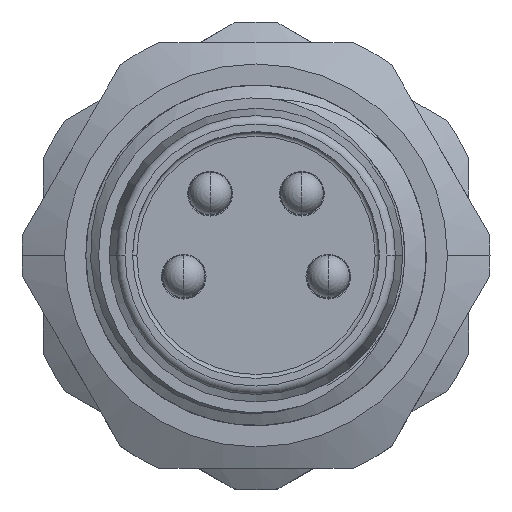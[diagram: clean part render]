
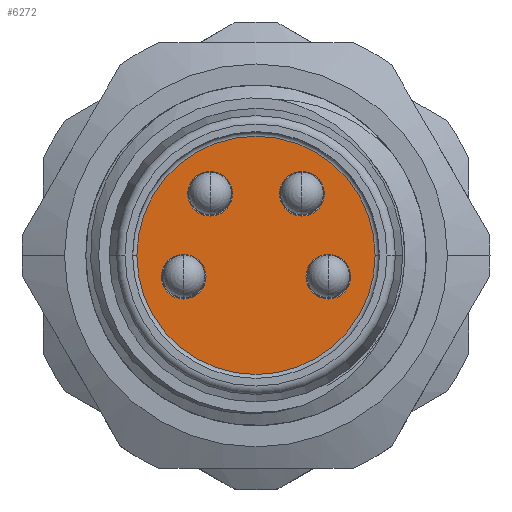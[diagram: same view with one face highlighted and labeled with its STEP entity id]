
A CAD part, top view. The second image highlights one B-rep face of the part: STEP entity #6272.
In plain terms, the highlighted planar face has unit normal (0, 0, 1).
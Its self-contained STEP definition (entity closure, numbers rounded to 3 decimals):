
#4784=CARTESIAN_POINT('',(-1.7,-0.5,7.));
#4785=DIRECTION('',(0.,0.,1.));
#4786=DIRECTION('',(1.,0.,0.));
#4787=AXIS2_PLACEMENT_3D('',#4784,#4785,#4786);
#4789=CARTESIAN_POINT('',(-1.7,-0.5,7.));
#4790=DIRECTION('',(0.,0.,1.));
#4791=DIRECTION('',(-1.,0.,0.));
#4792=AXIS2_PLACEMENT_3D('',#4789,#4790,#4791);
#4794=CARTESIAN_POINT('',(-1.08,1.45,7.));
#4795=DIRECTION('',(0.,0.,1.));
#4796=DIRECTION('',(1.,0.,0.));
#4797=AXIS2_PLACEMENT_3D('',#4794,#4795,#4796);
#4799=CARTESIAN_POINT('',(-1.08,1.45,7.));
#4800=DIRECTION('',(0.,0.,1.));
#4801=DIRECTION('',(-1.,0.,0.));
#4802=AXIS2_PLACEMENT_3D('',#4799,#4800,#4801);
#4804=CARTESIAN_POINT('',(1.7,-0.5,7.));
#4805=DIRECTION('',(0.,0.,1.));
#4806=DIRECTION('',(1.,0.,0.));
#4807=AXIS2_PLACEMENT_3D('',#4804,#4805,#4806);
#4809=CARTESIAN_POINT('',(1.7,-0.5,7.));
#4810=DIRECTION('',(0.,0.,1.));
#4811=DIRECTION('',(-1.,0.,0.));
#4812=AXIS2_PLACEMENT_3D('',#4809,#4810,#4811);
#4814=CARTESIAN_POINT('',(1.08,1.45,7.));
#4815=DIRECTION('',(0.,0.,1.));
#4816=DIRECTION('',(1.,0.,0.));
#4817=AXIS2_PLACEMENT_3D('',#4814,#4815,#4816);
#4819=CARTESIAN_POINT('',(1.08,1.45,7.));
#4820=DIRECTION('',(0.,0.,1.));
#4821=DIRECTION('',(-1.,0.,0.));
#4822=AXIS2_PLACEMENT_3D('',#4819,#4820,#4821);
#4824=CARTESIAN_POINT('',(0.,0.,7.));
#4825=DIRECTION('',(0.,0.,-1.));
#4826=DIRECTION('',(1.,0.,0.));
#4827=AXIS2_PLACEMENT_3D('',#4824,#4825,#4826);
#4829=CARTESIAN_POINT('',(0.,0.,7.));
#4830=DIRECTION('',(0.,0.,-1.));
#4831=DIRECTION('',(-1.,0.,0.));
#4832=AXIS2_PLACEMENT_3D('',#4829,#4830,#4831);
#5783=CARTESIAN_POINT('',(-1.175,-0.5,7.));
#5784=CARTESIAN_POINT('',(-2.225,-0.5,7.));
#5785=VERTEX_POINT('',#5783);
#5786=VERTEX_POINT('',#5784);
#5787=CARTESIAN_POINT('',(-0.555,1.45,7.));
#5788=CARTESIAN_POINT('',(-1.605,1.45,7.));
#5789=VERTEX_POINT('',#5787);
#5790=VERTEX_POINT('',#5788);
#5791=CARTESIAN_POINT('',(2.225,-0.5,7.));
#5792=CARTESIAN_POINT('',(1.175,-0.5,7.));
#5793=VERTEX_POINT('',#5791);
#5794=VERTEX_POINT('',#5792);
#5795=CARTESIAN_POINT('',(1.605,1.45,7.));
#5796=CARTESIAN_POINT('',(0.555,1.45,7.));
#5797=VERTEX_POINT('',#5795);
#5798=VERTEX_POINT('',#5796);
#5863=CARTESIAN_POINT('',(2.8,0.,7.));
#5864=CARTESIAN_POINT('',(-2.8,0.,7.));
#5865=VERTEX_POINT('',#5863);
#5866=VERTEX_POINT('',#5864);
#6239=CARTESIAN_POINT('',(0.,0.,7.));
#6240=DIRECTION('',(0.,0.,1.));
#6241=DIRECTION('',(1.,0.,0.));
#6242=AXIS2_PLACEMENT_3D('',#6239,#6240,#6241);
#6243=PLANE('',#6242);
#6245=ORIENTED_EDGE('',*,*,#6244,.T.);
#6247=ORIENTED_EDGE('',*,*,#6246,.T.);
#6248=EDGE_LOOP('',(#6245,#6247));
#6249=FACE_OUTER_BOUND('',#6248,.F.);
#6251=ORIENTED_EDGE('',*,*,#6250,.T.);
#6253=ORIENTED_EDGE('',*,*,#6252,.T.);
#6254=EDGE_LOOP('',(#6251,#6253));
#6255=FACE_BOUND('',#6254,.F.);
#6257=ORIENTED_EDGE('',*,*,#6256,.T.);
#6259=ORIENTED_EDGE('',*,*,#6258,.T.);
#6260=EDGE_LOOP('',(#6257,#6259));
#6261=FACE_BOUND('',#6260,.F.);
#6263=ORIENTED_EDGE('',*,*,#6262,.T.);
#6265=ORIENTED_EDGE('',*,*,#6264,.T.);
#6266=EDGE_LOOP('',(#6263,#6265));
#6267=FACE_BOUND('',#6266,.F.);
#6268=ORIENTED_EDGE('',*,*,#6219,.T.);
#6269=ORIENTED_EDGE('',*,*,#6233,.T.);
#6270=EDGE_LOOP('',(#6268,#6269));
#6271=FACE_BOUND('',#6270,.F.);
#4788=CIRCLE('',#4787,0.525);
#4793=CIRCLE('',#4792,0.525);
#4798=CIRCLE('',#4797,0.525);
#4803=CIRCLE('',#4802,0.525);
#4808=CIRCLE('',#4807,0.525);
#4813=CIRCLE('',#4812,0.525);
#4818=CIRCLE('',#4817,0.525);
#4823=CIRCLE('',#4822,0.525);
#4828=CIRCLE('',#4827,2.8);
#4833=CIRCLE('',#4832,2.8);
#6219=EDGE_CURVE('',#5785,#5786,#4788,.T.);
#6233=EDGE_CURVE('',#5786,#5785,#4793,.T.);
#6244=EDGE_CURVE('',#5865,#5866,#4828,.T.);
#6246=EDGE_CURVE('',#5866,#5865,#4833,.T.);
#6250=EDGE_CURVE('',#5789,#5790,#4798,.T.);
#6252=EDGE_CURVE('',#5790,#5789,#4803,.T.);
#6256=EDGE_CURVE('',#5793,#5794,#4808,.T.);
#6258=EDGE_CURVE('',#5794,#5793,#4813,.T.);
#6262=EDGE_CURVE('',#5797,#5798,#4818,.T.);
#6264=EDGE_CURVE('',#5798,#5797,#4823,.T.);
#6272=ADVANCED_FACE('',(#6249,#6255,#6261,#6267,#6271),#6243,.T.);
